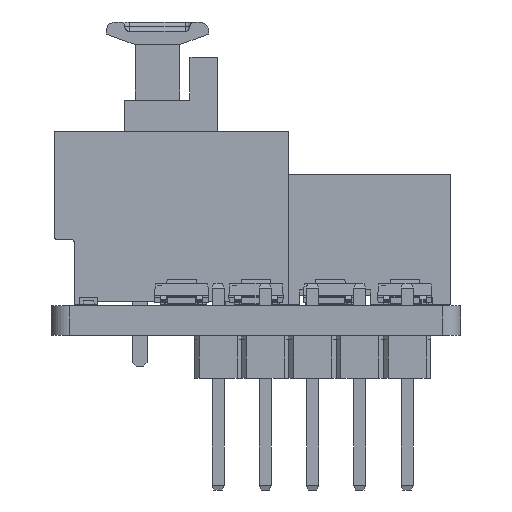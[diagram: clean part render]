
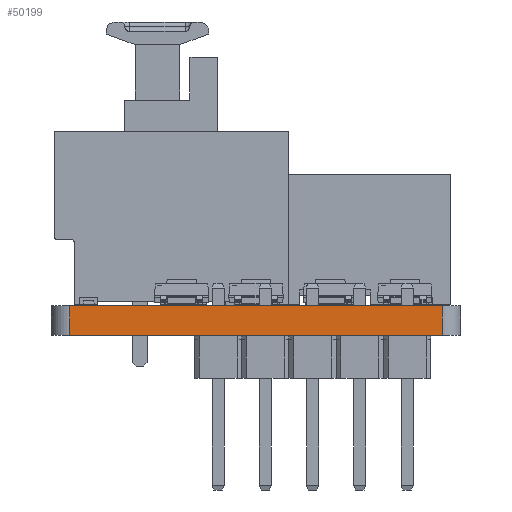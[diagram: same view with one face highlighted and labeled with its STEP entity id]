
A CAD part, front view. The second image highlights one B-rep face of the part: STEP entity #50199.
In plain terms, the highlighted planar face has unit normal (0, -1, 0).
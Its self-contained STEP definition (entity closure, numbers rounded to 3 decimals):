
#48756 = PLANE('',#48757);
#48757 = AXIS2_PLACEMENT_3D('',#48758,#48759,#48760);
#48758 = CARTESIAN_POINT('',(11.,19.,1.6));
#48759 = DIRECTION('',(0.,0.,1.));
#48760 = DIRECTION('',(1.,0.,-0.));
#48811 = PLANE('',#48812);
#48812 = AXIS2_PLACEMENT_3D('',#48813,#48814,#48815);
#48813 = CARTESIAN_POINT('',(11.,19.,0.));
#48814 = DIRECTION('',(0.,0.,1.));
#48815 = DIRECTION('',(1.,0.,-0.));
#48866 = CYLINDRICAL_SURFACE('',#48867,1.);
#48867 = AXIS2_PLACEMENT_3D('',#48868,#48869,#48870);
#48868 = CARTESIAN_POINT('',(21.,1.,0.));
#48869 = DIRECTION('',(-0.,-0.,-1.));
#48870 = DIRECTION('',(1.,0.,-0.));
#49033 = VERTEX_POINT('',#49034);
#49034 = CARTESIAN_POINT('',(1.,-0.,0.));
#49049 = CYLINDRICAL_SURFACE('',#49050,1.);
#49050 = AXIS2_PLACEMENT_3D('',#49051,#49052,#49053);
#49051 = CARTESIAN_POINT('',(1.,1.,0.));
#49052 = DIRECTION('',(-0.,-0.,-1.));
#49053 = DIRECTION('',(1.,0.,-0.));
#49061 = EDGE_CURVE('',#49062,#49033,#49064,.T.);
#49062 = VERTEX_POINT('',#49063);
#49063 = CARTESIAN_POINT('',(21.,-0.,0.));
#49064 = SURFACE_CURVE('',#49065,(#49069,#49076),.PCURVE_S1.);
#49065 = LINE('',#49066,#49067);
#49066 = CARTESIAN_POINT('',(21.,-0.,0.));
#49067 = VECTOR('',#49068,1.);
#49068 = DIRECTION('',(-1.,0.,0.));
#49069 = PCURVE('',#48811,#49070);
#49070 = DEFINITIONAL_REPRESENTATION('',(#49071),#49075);
#49071 = LINE('',#49072,#49073);
#49072 = CARTESIAN_POINT('',(10.,-19.));
#49073 = VECTOR('',#49074,1.);
#49074 = DIRECTION('',(-1.,0.));
#49075 = ( GEOMETRIC_REPRESENTATION_CONTEXT(2) 
PARAMETRIC_REPRESENTATION_CONTEXT() REPRESENTATION_CONTEXT('2D SPACE',''
  ) );
#49076 = PCURVE('',#49077,#49082);
#49077 = PLANE('',#49078);
#49078 = AXIS2_PLACEMENT_3D('',#49079,#49080,#49081);
#49079 = CARTESIAN_POINT('',(21.,0.,0.));
#49080 = DIRECTION('',(0.,-1.,0.));
#49081 = DIRECTION('',(-1.,0.,0.));
#49082 = DEFINITIONAL_REPRESENTATION('',(#49083),#49087);
#49083 = LINE('',#49084,#49085);
#49084 = CARTESIAN_POINT('',(0.,0.));
#49085 = VECTOR('',#49086,1.);
#49086 = DIRECTION('',(1.,0.));
#49087 = ( GEOMETRIC_REPRESENTATION_CONTEXT(2) 
PARAMETRIC_REPRESENTATION_CONTEXT() REPRESENTATION_CONTEXT('2D SPACE',''
  ) );
#49661 = VERTEX_POINT('',#49662);
#49662 = CARTESIAN_POINT('',(1.,0.,1.6));
#49684 = EDGE_CURVE('',#49685,#49661,#49687,.T.);
#49685 = VERTEX_POINT('',#49686);
#49686 = CARTESIAN_POINT('',(21.,0.,1.6));
#49687 = SURFACE_CURVE('',#49688,(#49692,#49699),.PCURVE_S1.);
#49688 = LINE('',#49689,#49690);
#49689 = CARTESIAN_POINT('',(21.,0.,1.6));
#49690 = VECTOR('',#49691,1.);
#49691 = DIRECTION('',(-1.,0.,0.));
#49692 = PCURVE('',#48756,#49693);
#49693 = DEFINITIONAL_REPRESENTATION('',(#49694),#49698);
#49694 = LINE('',#49695,#49696);
#49695 = CARTESIAN_POINT('',(10.,-19.));
#49696 = VECTOR('',#49697,1.);
#49697 = DIRECTION('',(-1.,0.));
#49698 = ( GEOMETRIC_REPRESENTATION_CONTEXT(2) 
PARAMETRIC_REPRESENTATION_CONTEXT() REPRESENTATION_CONTEXT('2D SPACE',''
  ) );
#49699 = PCURVE('',#49077,#49700);
#49700 = DEFINITIONAL_REPRESENTATION('',(#49701),#49705);
#49701 = LINE('',#49702,#49703);
#49702 = CARTESIAN_POINT('',(0.,-1.6));
#49703 = VECTOR('',#49704,1.);
#49704 = DIRECTION('',(1.,0.));
#49705 = ( GEOMETRIC_REPRESENTATION_CONTEXT(2) 
PARAMETRIC_REPRESENTATION_CONTEXT() REPRESENTATION_CONTEXT('2D SPACE',''
  ) );
#50149 = EDGE_CURVE('',#49062,#49685,#50150,.T.);
#50150 = SURFACE_CURVE('',#50151,(#50155,#50162),.PCURVE_S1.);
#50151 = LINE('',#50152,#50153);
#50152 = CARTESIAN_POINT('',(21.,-0.,0.));
#50153 = VECTOR('',#50154,1.);
#50154 = DIRECTION('',(0.,0.,1.));
#50155 = PCURVE('',#48866,#50156);
#50156 = DEFINITIONAL_REPRESENTATION('',(#50157),#50161);
#50157 = LINE('',#50158,#50159);
#50158 = CARTESIAN_POINT('',(-4.712,0.));
#50159 = VECTOR('',#50160,1.);
#50160 = DIRECTION('',(-0.,-1.));
#50161 = ( GEOMETRIC_REPRESENTATION_CONTEXT(2) 
PARAMETRIC_REPRESENTATION_CONTEXT() REPRESENTATION_CONTEXT('2D SPACE',''
  ) );
#50162 = PCURVE('',#49077,#50163);
#50163 = DEFINITIONAL_REPRESENTATION('',(#50164),#50168);
#50164 = LINE('',#50165,#50166);
#50165 = CARTESIAN_POINT('',(0.,0.));
#50166 = VECTOR('',#50167,1.);
#50167 = DIRECTION('',(0.,-1.));
#50168 = ( GEOMETRIC_REPRESENTATION_CONTEXT(2) 
PARAMETRIC_REPRESENTATION_CONTEXT() REPRESENTATION_CONTEXT('2D SPACE',''
  ) );
#50199 = ADVANCED_FACE('',(#50200),#49077,.T.);
#50200 = FACE_BOUND('',#50201,.T.);
#50201 = EDGE_LOOP('',(#50202,#50203,#50204,#50225));
#50202 = ORIENTED_EDGE('',*,*,#50149,.T.);
#50203 = ORIENTED_EDGE('',*,*,#49684,.T.);
#50204 = ORIENTED_EDGE('',*,*,#50205,.F.);
#50205 = EDGE_CURVE('',#49033,#49661,#50206,.T.);
#50206 = SURFACE_CURVE('',#50207,(#50211,#50218),.PCURVE_S1.);
#50207 = LINE('',#50208,#50209);
#50208 = CARTESIAN_POINT('',(1.,-0.,0.));
#50209 = VECTOR('',#50210,1.);
#50210 = DIRECTION('',(0.,0.,1.));
#50211 = PCURVE('',#49077,#50212);
#50212 = DEFINITIONAL_REPRESENTATION('',(#50213),#50217);
#50213 = LINE('',#50214,#50215);
#50214 = CARTESIAN_POINT('',(20.,0.));
#50215 = VECTOR('',#50216,1.);
#50216 = DIRECTION('',(0.,-1.));
#50217 = ( GEOMETRIC_REPRESENTATION_CONTEXT(2) 
PARAMETRIC_REPRESENTATION_CONTEXT() REPRESENTATION_CONTEXT('2D SPACE',''
  ) );
#50218 = PCURVE('',#49049,#50219);
#50219 = DEFINITIONAL_REPRESENTATION('',(#50220),#50224);
#50220 = LINE('',#50221,#50222);
#50221 = CARTESIAN_POINT('',(-4.712,0.));
#50222 = VECTOR('',#50223,1.);
#50223 = DIRECTION('',(-0.,-1.));
#50224 = ( GEOMETRIC_REPRESENTATION_CONTEXT(2) 
PARAMETRIC_REPRESENTATION_CONTEXT() REPRESENTATION_CONTEXT('2D SPACE',''
  ) );
#50225 = ORIENTED_EDGE('',*,*,#49061,.F.);
